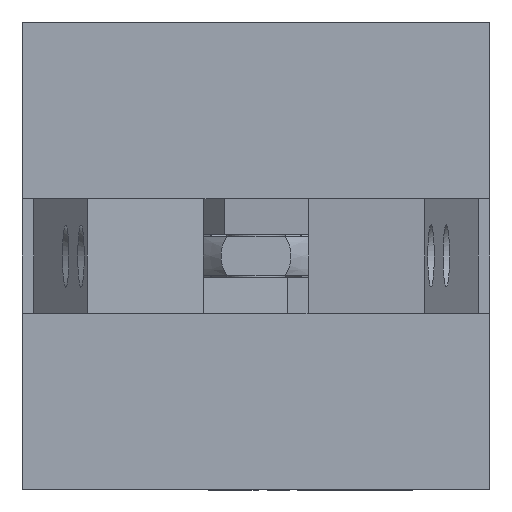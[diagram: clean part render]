
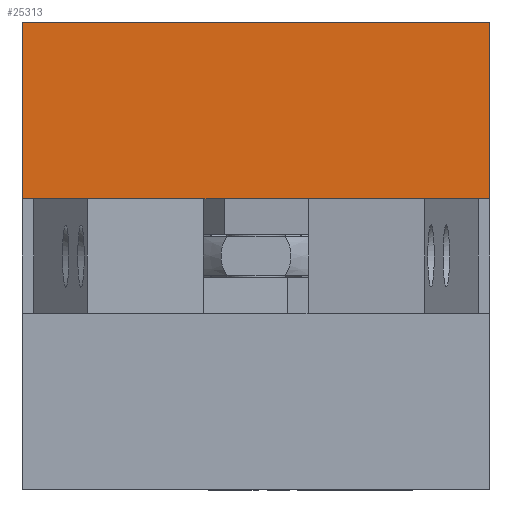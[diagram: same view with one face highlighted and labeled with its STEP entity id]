
A CAD part, front view. The second image highlights one B-rep face of the part: STEP entity #25313.
In plain terms, the highlighted planar face has unit normal (0, -1, 0).
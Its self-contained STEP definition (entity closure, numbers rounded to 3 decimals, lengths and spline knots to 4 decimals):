
#1238=PLANE($,#26205);
#2621=FACE_OUTER_BOUND($,#4291,.T.);
#4291=EDGE_LOOP($,(#23011,#23012,#23013,#23014,#23015,#23016,#23017,#23018));
#5011=LINE($,#33883,#6826);
#6028=LINE($,#49465,#7843);
#6080=LINE($,#49796,#7895);
#6091=LINE($,#49819,#7906);
#6108=LINE($,#49857,#7923);
#6153=LINE($,#50165,#7968);
#6171=LINE($,#50611,#7986);
#6176=LINE($,#50627,#7991);
#6826=VECTOR($,#27333,3.2);
#7843=VECTOR($,#28814,0.8044);
#7895=VECTOR($,#28972,0.2127);
#7906=VECTOR($,#28985,0.7851);
#7923=VECTOR($,#29014,1.1851);
#7968=VECTOR($,#29157,0.2127);
#7986=VECTOR($,#29553,1.2075);
#7991=VECTOR($,#29572,1.2075);
#10184=VERTEX_POINT($,#33880);
#10185=VERTEX_POINT($,#33882);
#11731=VERTEX_POINT($,#49463);
#11732=VERTEX_POINT($,#49464);
#11790=VERTEX_POINT($,#49795);
#11801=VERTEX_POINT($,#49817);
#11816=VERTEX_POINT($,#49856);
#11862=VERTEX_POINT($,#50163);
#12967=EDGE_CURVE($,#10184,#10185,#5011,.T.);
#15318=EDGE_CURVE($,#11731,#11732,#6028,.T.);
#15395=EDGE_CURVE($,#11790,#11731,#6080,.T.);
#15407=EDGE_CURVE($,#11732,#11801,#6091,.T.);
#15426=EDGE_CURVE($,#11801,#11816,#6108,.T.);
#15493=EDGE_CURVE($,#11816,#11862,#6153,.T.);
#15623=EDGE_CURVE($,#11790,#10184,#6171,.T.);
#15632=EDGE_CURVE($,#10185,#11862,#6176,.T.);
#23011=ORIENTED_EDGE($,*,*,#15395,.T.);
#23012=ORIENTED_EDGE($,*,*,#15318,.T.);
#23013=ORIENTED_EDGE($,*,*,#15407,.T.);
#23014=ORIENTED_EDGE($,*,*,#15426,.T.);
#23015=ORIENTED_EDGE($,*,*,#15493,.T.);
#23016=ORIENTED_EDGE($,*,*,#15632,.F.);
#23017=ORIENTED_EDGE($,*,*,#12967,.F.);
#23018=ORIENTED_EDGE($,*,*,#15623,.F.);
#25313=ADVANCED_FACE($,(#2621),#1238,.F.);
#26205=AXIS2_PLACEMENT_3D($,#51023,#29782,#29783);
#27333=DIRECTION($,(1.,0.,0.));
#28814=DIRECTION($,(1.,0.,0.));
#28972=DIRECTION($,(1.,0.,0.));
#28985=DIRECTION($,(1.,0.,0.));
#29014=DIRECTION($,(1.,0.,0.));
#29157=DIRECTION($,(1.,0.,0.));
#29553=DIRECTION($,(0.,0.,1.));
#29572=DIRECTION($,(0.,0.,-1.));
#29782=DIRECTION('center_axis',(0.,1.,0.));
#29783=DIRECTION('ref_axis',(0.,0.,1.));
#33880=CARTESIAN_POINT('',(-1.6,-2.675,1.6));
#33882=CARTESIAN_POINT('',(1.6,-2.675,1.6));
#33883=CARTESIAN_POINT($,(-1.6,-2.675,1.6));
#49463=CARTESIAN_POINT('',(-1.3873,-2.675,0.3925));
#49464=CARTESIAN_POINT('',(-0.5829,-2.675,0.3925));
#49465=CARTESIAN_POINT($,(-1.3873,-2.675,0.3925));
#49795=CARTESIAN_POINT('',(-1.6,-2.675,0.3925));
#49796=CARTESIAN_POINT($,(-1.6,-2.675,0.3925));
#49817=CARTESIAN_POINT('',(0.2022,-2.675,0.3925));
#49819=CARTESIAN_POINT($,(-0.5829,-2.675,0.3925));
#49856=CARTESIAN_POINT('',(1.3873,-2.675,0.3925));
#49857=CARTESIAN_POINT($,(0.2022,-2.675,0.3925));
#50163=CARTESIAN_POINT('',(1.6,-2.675,0.3925));
#50165=CARTESIAN_POINT($,(1.3873,-2.675,0.3925));
#50611=CARTESIAN_POINT($,(-1.6,-2.675,0.3925));
#50627=CARTESIAN_POINT($,(1.6,-2.675,1.6));
#51023=CARTESIAN_POINT('Origin',(0.,-2.675,0.));
